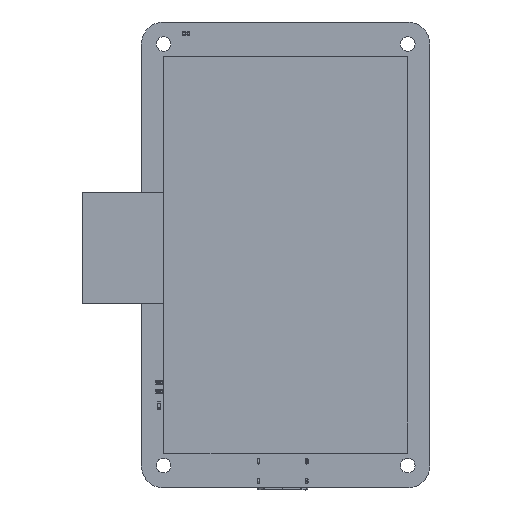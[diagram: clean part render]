
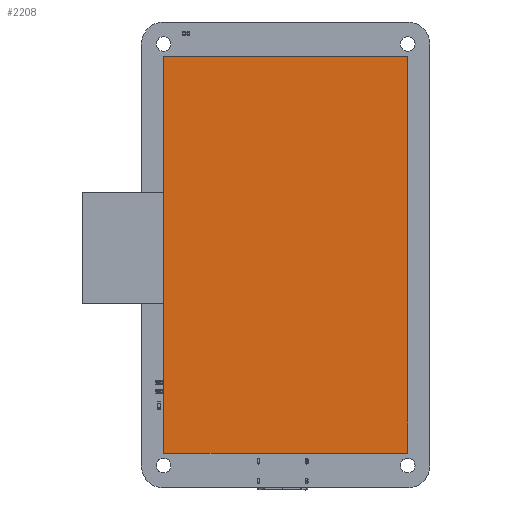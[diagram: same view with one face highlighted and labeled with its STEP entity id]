
A CAD part, top view. The second image highlights one B-rep face of the part: STEP entity #2208.
In plain terms, the highlighted planar face has unit normal (0, 0, 1).
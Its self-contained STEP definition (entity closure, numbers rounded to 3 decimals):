
#2079 = VERTEX_POINT('',#2080);
#2080 = CARTESIAN_POINT('',(-27.424,-44.65,4.1));
#2086 = EDGE_CURVE('',#2079,#2087,#2089,.T.);
#2087 = VERTEX_POINT('',#2088);
#2088 = CARTESIAN_POINT('',(27.552,-44.65,4.1));
#2089 = LINE('',#2090,#2091);
#2090 = CARTESIAN_POINT('',(-27.424,-44.65,4.1));
#2091 = VECTOR('',#2092,1.);
#2092 = DIRECTION('',(1.,0.,0.));
#2117 = EDGE_CURVE('',#2087,#2118,#2120,.T.);
#2118 = VERTEX_POINT('',#2119);
#2119 = CARTESIAN_POINT('',(27.552,44.65,4.1));
#2120 = LINE('',#2121,#2122);
#2121 = CARTESIAN_POINT('',(27.552,-44.65,4.1));
#2122 = VECTOR('',#2123,1.);
#2123 = DIRECTION('',(0.,1.,0.));
#2148 = EDGE_CURVE('',#2118,#2149,#2151,.T.);
#2149 = VERTEX_POINT('',#2150);
#2150 = CARTESIAN_POINT('',(-27.552,44.65,4.1));
#2151 = LINE('',#2152,#2153);
#2152 = CARTESIAN_POINT('',(27.552,44.65,4.1));
#2153 = VECTOR('',#2154,1.);
#2154 = DIRECTION('',(-1.,0.,0.));
#2179 = EDGE_CURVE('',#2149,#2079,#2180,.T.);
#2180 = LINE('',#2181,#2182);
#2181 = CARTESIAN_POINT('',(-27.552,44.65,4.1));
#2182 = VECTOR('',#2183,1.);
#2183 = DIRECTION('',(0.001,-1.,0.));
#2208 = ADVANCED_FACE('',(#2209),#2215,.T.);
#2209 = FACE_BOUND('',#2210,.T.);
#2210 = EDGE_LOOP('',(#2211,#2212,#2213,#2214));
#2211 = ORIENTED_EDGE('',*,*,#2086,.T.);
#2212 = ORIENTED_EDGE('',*,*,#2117,.T.);
#2213 = ORIENTED_EDGE('',*,*,#2148,.T.);
#2214 = ORIENTED_EDGE('',*,*,#2179,.T.);
#2215 = PLANE('',#2216);
#2216 = AXIS2_PLACEMENT_3D('',#2217,#2218,#2219);
#2217 = CARTESIAN_POINT('',(0.032,0.02,
    4.1));
#2218 = DIRECTION('',(0.,0.,1.));
#2219 = DIRECTION('',(1.,0.,-0.));
